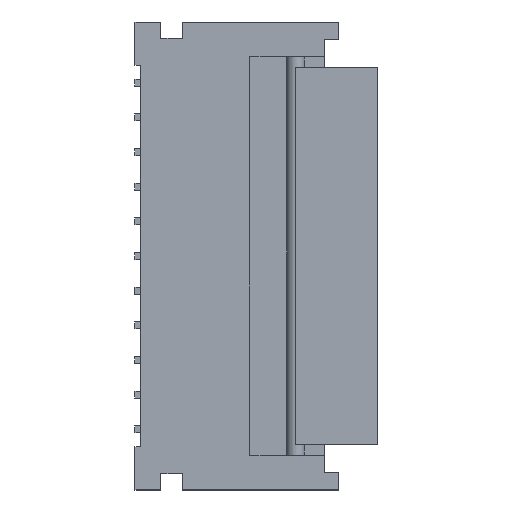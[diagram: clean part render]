
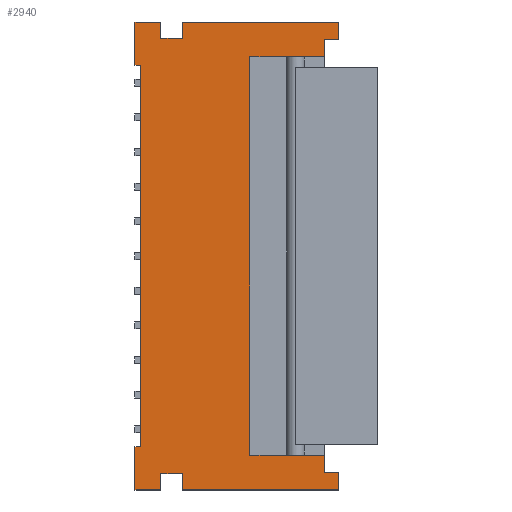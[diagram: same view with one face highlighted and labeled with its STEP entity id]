
A CAD part, top view. The second image highlights one B-rep face of the part: STEP entity #2940.
In plain terms, the highlighted planar face has unit normal (0, 0, 1).
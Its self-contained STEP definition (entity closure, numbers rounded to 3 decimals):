
#27=VECTOR('',#28,1.);
#28=DIRECTION('',(-1.,0.,0.));
#41=VECTOR('',#42,1.);
#42=DIRECTION('',(1.,0.,0.));
#48=DIRECTION('',(0.,-1.,0.));
#68=VECTOR('',#48,1.);
#82=DIRECTION('',(0.,-1.,0.));
#195=VECTOR('',#196,1.);
#196=DIRECTION('',(0.,1.,0.));
#677=DIRECTION('',(0.,0.,1.));
#701=VERTEX_POINT('',#702);
#702=CARTESIAN_POINT('',(-1.718,-3.305,0.9));
#703=ORIENTED_EDGE('',*,*,#704,.T.);
#704=EDGE_CURVE('',#701,#705,#707,.T.);
#705=VERTEX_POINT('',#706);
#706=CARTESIAN_POINT('',(-1.718,-4.05,0.9));
#707=LINE('',#702,#68);
#1323=VERTEX_POINT('',#1324);
#1324=CARTESIAN_POINT('',(-1.718,3.305,0.9));
#1326=EDGE_CURVE('',#1323,#1327,#1329,.T.);
#1327=VERTEX_POINT('',#1328);
#1328=CARTESIAN_POINT('',(-1.718,4.05,0.9));
#1329=B_SPLINE_CURVE_WITH_KNOTS('',1,(#1324,#1328),.UNSPECIFIED.,.F.,.F.,(2,2),(0.,0.745),.PIECEWISE_BEZIER_KNOTS.);
#1339=EDGE_CURVE('',#1327,#1340,#1342,.T.);
#1340=VERTEX_POINT('',#1341);
#1341=CARTESIAN_POINT('',(-1.268,4.05,0.9));
#1342=B_SPLINE_CURVE_WITH_KNOTS('',1,(#1328,#1341),.UNSPECIFIED.,.F.,.F.,(2,2),(0.,0.45),.PIECEWISE_BEZIER_KNOTS.);
#1352=EDGE_CURVE('',#1340,#1353,#1355,.T.);
#1353=VERTEX_POINT('',#1354);
#1354=CARTESIAN_POINT('',(-1.268,3.77,0.9));
#1355=B_SPLINE_CURVE_WITH_KNOTS('',1,(#1341,#1354),.UNSPECIFIED.,.F.,.F.,(2,2),(0.,0.28),.PIECEWISE_BEZIER_KNOTS.);
#1365=EDGE_CURVE('',#1353,#1366,#1368,.T.);
#1366=VERTEX_POINT('',#1367);
#1367=CARTESIAN_POINT('',(-0.903,3.77,0.9));
#1368=B_SPLINE_CURVE_WITH_KNOTS('',1,(#1354,#1367),.UNSPECIFIED.,.F.,.F.,(2,2),(0.,0.365),.PIECEWISE_BEZIER_KNOTS.);
#1378=EDGE_CURVE('',#1366,#1379,#1381,.T.);
#1379=VERTEX_POINT('',#1380);
#1380=CARTESIAN_POINT('',(-0.903,4.05,0.9));
#1381=B_SPLINE_CURVE_WITH_KNOTS('',1,(#1367,#1380),.UNSPECIFIED.,.F.,.F.,(2,2),(0.,0.28),.PIECEWISE_BEZIER_KNOTS.);
#1391=EDGE_CURVE('',#1379,#1392,#1394,.T.);
#1392=VERTEX_POINT('',#1393);
#1393=CARTESIAN_POINT('',(1.813,4.05,0.9));
#1394=B_SPLINE_CURVE_WITH_KNOTS('',1,(#1380,#1393),.UNSPECIFIED.,.F.,.F.,(2,2),(0.,2.715),.PIECEWISE_BEZIER_KNOTS.);
#1404=EDGE_CURVE('',#1392,#1405,#1407,.T.);
#1405=VERTEX_POINT('',#1406);
#1406=CARTESIAN_POINT('',(1.813,3.75,0.9));
#1407=B_SPLINE_CURVE_WITH_KNOTS('',1,(#1393,#1406),.UNSPECIFIED.,.F.,.F.,(2,2),(0.,0.3),.PIECEWISE_BEZIER_KNOTS.);
#1417=EDGE_CURVE('',#1405,#1418,#1420,.T.);
#1418=VERTEX_POINT('',#1419);
#1419=CARTESIAN_POINT('',(1.563,3.75,0.9));
#1420=B_SPLINE_CURVE_WITH_KNOTS('',1,(#1406,#1419),.UNSPECIFIED.,.F.,.F.,(2,2),(0.,0.25),.PIECEWISE_BEZIER_KNOTS.);
#1430=EDGE_CURVE('',#1418,#1431,#1433,.T.);
#1431=VERTEX_POINT('',#1432);
#1432=CARTESIAN_POINT('',(1.563,3.45,0.9));
#1433=B_SPLINE_CURVE_WITH_KNOTS('',1,(#1419,#1434),.UNSPECIFIED.,.F.,.F.,(2,2),(0.,3.75),.PIECEWISE_BEZIER_KNOTS.);
#1434=CARTESIAN_POINT('',(1.563,0.,0.9));
#2426=VERTEX_POINT('',#2427);
#2427=CARTESIAN_POINT('',(1.563,-3.75,0.9));
#2429=ORIENTED_EDGE('',*,*,#2430,.T.);
#2430=EDGE_CURVE('',#2426,#2431,#2433,.T.);
#2431=VERTEX_POINT('',#2432);
#2432=CARTESIAN_POINT('',(1.563,-3.45,0.9));
#2433=LINE('',#2427,#195);
#2447=VERTEX_POINT('',#2448);
#2448=CARTESIAN_POINT('',(1.813,-3.75,0.9));
#2450=ORIENTED_EDGE('',*,*,#2451,.T.);
#2451=EDGE_CURVE('',#2447,#2426,#2452,.T.);
#2452=LINE('',#2448,#27);
#2462=VERTEX_POINT('',#2463);
#2463=CARTESIAN_POINT('',(1.813,-4.05,0.9));
#2465=ORIENTED_EDGE('',*,*,#2466,.T.);
#2466=EDGE_CURVE('',#2462,#2447,#2467,.T.);
#2467=LINE('',#2463,#195);
#2477=VERTEX_POINT('',#2478);
#2478=CARTESIAN_POINT('',(-0.903,-4.05,0.9));
#2480=ORIENTED_EDGE('',*,*,#2481,.T.);
#2481=EDGE_CURVE('',#2477,#2462,#2482,.T.);
#2482=LINE('',#2478,#41);
#2492=VERTEX_POINT('',#2493);
#2493=CARTESIAN_POINT('',(-0.903,-3.77,0.9));
#2495=ORIENTED_EDGE('',*,*,#2496,.T.);
#2496=EDGE_CURVE('',#2492,#2477,#2497,.T.);
#2497=LINE('',#2493,#68);
#2507=VERTEX_POINT('',#2508);
#2508=CARTESIAN_POINT('',(-1.268,-3.77,0.9));
#2510=ORIENTED_EDGE('',*,*,#2511,.T.);
#2511=EDGE_CURVE('',#2507,#2492,#2512,.T.);
#2512=LINE('',#2508,#41);
#2522=VERTEX_POINT('',#2523);
#2523=CARTESIAN_POINT('',(-1.268,-4.05,0.9));
#2525=ORIENTED_EDGE('',*,*,#2526,.T.);
#2526=EDGE_CURVE('',#2522,#2507,#2527,.T.);
#2527=LINE('',#2523,#195);
#2536=ORIENTED_EDGE('',*,*,#2537,.T.);
#2537=EDGE_CURVE('',#705,#2522,#2538,.T.);
#2538=LINE('',#706,#41);
#2940=ADVANCED_FACE('',(#2941),#2984,.T.);
#2941=FACE_BOUND('',#2942,.T.);
#2942=EDGE_LOOP('',(#2943,#2950,#2955,#703,#2536,#2525,#2510,#2495,#2480,#2465,#2450,#2429,#2958,#2963,#2968,#2972,#2973,#2974,#2975,#2976,#2977,#2978,#2979,#2980,#2981));
#2943=ORIENTED_EDGE('',*,*,#2944,.F.);
#2944=EDGE_CURVE('',#2945,#2947,#2949,.T.);
#2945=VERTEX_POINT('',#2946);
#2946=CARTESIAN_POINT('',(-1.618,0.,0.9));
#2947=VERTEX_POINT('',#2948);
#2948=CARTESIAN_POINT('',(-1.618,3.305,0.9));
#2949=B_SPLINE_CURVE_WITH_KNOTS('',1,(#2946,#2948),.UNSPECIFIED.,.F.,.F.,(2,2),(0.,3.305),.PIECEWISE_BEZIER_KNOTS.);
#2950=ORIENTED_EDGE('',*,*,#2951,.T.);
#2951=EDGE_CURVE('',#2945,#2952,#2954,.T.);
#2952=VERTEX_POINT('',#2953);
#2953=CARTESIAN_POINT('',(-1.618,-3.305,0.9));
#2954=LINE('',#2946,#68);
#2955=ORIENTED_EDGE('',*,*,#2956,.T.);
#2956=EDGE_CURVE('',#2952,#701,#2957,.T.);
#2957=LINE('',#2953,#27);
#2958=ORIENTED_EDGE('',*,*,#2959,.F.);
#2959=EDGE_CURVE('',#2960,#2431,#2962,.T.);
#2960=VERTEX_POINT('',#2961);
#2961=CARTESIAN_POINT('',(0.273,-3.45,0.9));
#2962=LINE('',#2961,#41);
#2963=ORIENTED_EDGE('',*,*,#2964,.F.);
#2964=EDGE_CURVE('',#2965,#2960,#2967,.T.);
#2965=VERTEX_POINT('',#2966);
#2966=CARTESIAN_POINT('',(0.273,3.45,0.9));
#2967=LINE('',#2966,#68);
#2968=ORIENTED_EDGE('',*,*,#2969,.F.);
#2969=EDGE_CURVE('',#1431,#2965,#2970,.T.);
#2970=LINE('',#2971,#27);
#2971=CARTESIAN_POINT('',(1.813,3.45,0.9));
#2972=ORIENTED_EDGE('',*,*,#1430,.F.);
#2973=ORIENTED_EDGE('',*,*,#1417,.F.);
#2974=ORIENTED_EDGE('',*,*,#1404,.F.);
#2975=ORIENTED_EDGE('',*,*,#1391,.F.);
#2976=ORIENTED_EDGE('',*,*,#1378,.F.);
#2977=ORIENTED_EDGE('',*,*,#1365,.F.);
#2978=ORIENTED_EDGE('',*,*,#1352,.F.);
#2979=ORIENTED_EDGE('',*,*,#1339,.F.);
#2980=ORIENTED_EDGE('',*,*,#1326,.F.);
#2981=ORIENTED_EDGE('',*,*,#2982,.F.);
#2982=EDGE_CURVE('',#2947,#1323,#2983,.T.);
#2983=B_SPLINE_CURVE_WITH_KNOTS('',1,(#2948,#1324),.UNSPECIFIED.,.F.,.F.,(2,2),(0.,0.1),.PIECEWISE_BEZIER_KNOTS.);
#2984=PLANE('',#2985);
#2985=AXIS2_PLACEMENT_3D('',#2986,#677,#82);
#2986=CARTESIAN_POINT('',(-0.032,0.,0.9));
